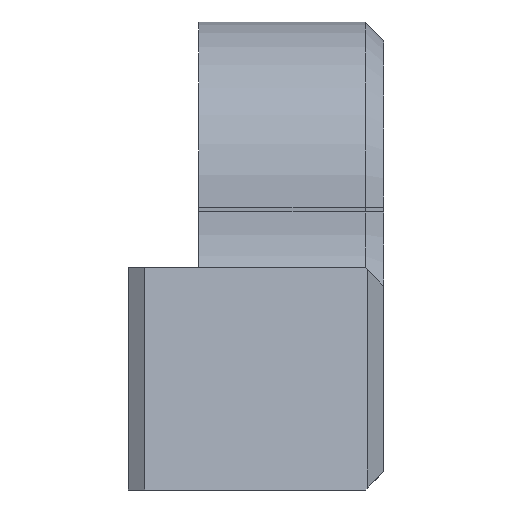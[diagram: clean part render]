
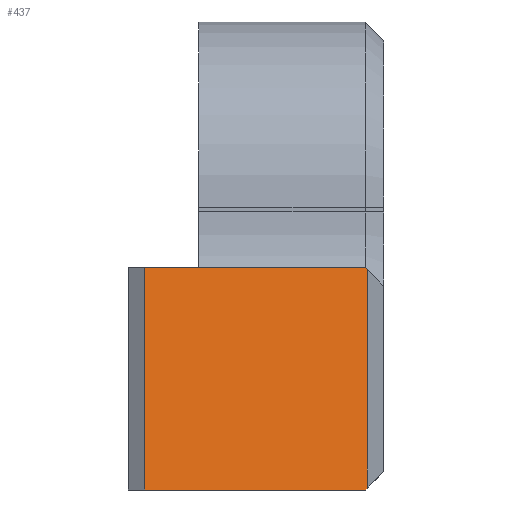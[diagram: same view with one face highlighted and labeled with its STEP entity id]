
A CAD part, front view. The second image highlights one B-rep face of the part: STEP entity #437.
In plain terms, the highlighted planar face has unit normal (0.447, -0.894, 0).
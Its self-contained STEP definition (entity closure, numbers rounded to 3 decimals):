
#382=CARTESIAN_POINT('',(130.454,-141.035,13.95));
#383=DIRECTION('',(0.447,-0.894,0.));
#384=DIRECTION('',(0.894,0.447,0.));
#385=AXIS2_PLACEMENT_3D('',#382,#383,#384);
#386=PLANE('',#385);
#387=CARTESIAN_POINT('',(134.802,-138.861,14.003));
#388=VERTEX_POINT('',#387);
#389=CARTESIAN_POINT('',(134.802,-138.861,19.898));
#390=VERTEX_POINT('',#389);
#391=CARTESIAN_POINT('',(134.802,-138.861,14.003));
#392=DIRECTION('',(0.,0.,1.));
#393=VECTOR('',#392,5.894);
#394=LINE('',#391,#393);
#395=EDGE_CURVE('',#388,#390,#394,.T.);
#396=ORIENTED_EDGE('',*,*,#395,.T.);
#397=CARTESIAN_POINT('',(134.749,-138.887,19.95));
#398=VERTEX_POINT('',#397);
#399=CARTESIAN_POINT('',(134.802,-138.861,19.898));
#400=DIRECTION('',(-0.667,-0.333,0.667));
#401=VECTOR('',#400,0.079);
#402=LINE('',#399,#401);
#403=EDGE_CURVE('',#390,#398,#402,.T.);
#404=ORIENTED_EDGE('',*,*,#403,.T.);
#405=CARTESIAN_POINT('',(128.796,-141.864,19.95));
#406=VERTEX_POINT('',#405);
#407=CARTESIAN_POINT('',(128.796,-141.864,19.95));
#408=DIRECTION('',(0.894,0.447,-0.));
#409=VECTOR('',#408,6.655);
#410=LINE('',#407,#409);
#411=EDGE_CURVE('',#406,#398,#410,.T.);
#412=ORIENTED_EDGE('',*,*,#411,.F.);
#413=CARTESIAN_POINT('',(128.796,-141.864,13.95));
#414=VERTEX_POINT('',#413);
#415=CARTESIAN_POINT('',(128.796,-141.864,19.95));
#416=DIRECTION('',(0.,0.,-1.));
#417=VECTOR('',#416,6.);
#418=LINE('',#415,#417);
#419=EDGE_CURVE('',#406,#414,#418,.T.);
#420=ORIENTED_EDGE('',*,*,#419,.T.);
#421=CARTESIAN_POINT('',(134.749,-138.887,13.95));
#422=VERTEX_POINT('',#421);
#423=CARTESIAN_POINT('',(128.796,-141.864,13.95));
#424=DIRECTION('',(0.894,0.447,0.));
#425=VECTOR('',#424,6.655);
#426=LINE('',#423,#425);
#427=EDGE_CURVE('',#414,#422,#426,.T.);
#428=ORIENTED_EDGE('',*,*,#427,.T.);
#429=CARTESIAN_POINT('',(134.749,-138.887,13.95));
#430=DIRECTION('',(0.667,0.333,0.667));
#431=VECTOR('',#430,0.079);
#432=LINE('',#429,#431);
#433=EDGE_CURVE('',#422,#388,#432,.T.);
#434=ORIENTED_EDGE('',*,*,#433,.T.);
#435=EDGE_LOOP('',(#396,#404,#412,#420,#428,#434));
#436=FACE_BOUND('',#435,.T.);
#437=ADVANCED_FACE('',(#436),#386,.T.);
